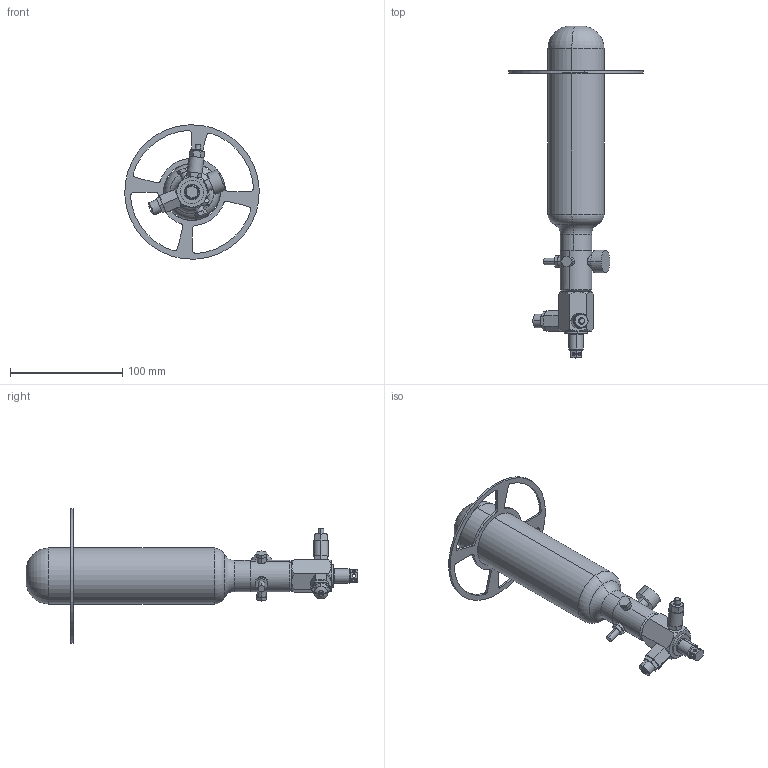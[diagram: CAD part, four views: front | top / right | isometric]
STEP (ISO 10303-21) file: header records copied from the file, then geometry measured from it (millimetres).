
FILE_DESCRIPTION(/* description */ ('VariCAD 2023-1.05 AP-214'),/* implementation_level */ '2;1');
FILE_NAME(/* name */ 'SubSys_FuelPress.stp',/* time_stamp */ '2024-10-17T20:55:30+03:00',/* author */ (''),/* organization */ (''),/* preprocessor_version */ 'VariCAD 2023-1.05',/* originating_system */ 'VariCAD 2023-1.05; kernel version (20180118)',/* authorisation */ '');
FILE_SCHEMA(('AUTOMOTIVE_DESIGN'));
Length unit declared in the file: millimetre
Products named in the file (12): SubSys_FuelPress; P3_Press_Reg3; P3_Press_Reg2; P3_Press_Reg1; P78_Diffusor; P9_Bleed_Orifice; P1_Fuel_Press_Tank; P6_Safety_Valve; P2_Fuel_Press_Tank_Centering_Ring; P10_G-1-4_USIT_FKM; P5_Fuel_press_Manifold; P8_Pressure_Sensor
Assembly tree (11 placements, depth 2):
  SubSys_FuelPress
    P3_Press_Reg3
    P3_Press_Reg2
    P3_Press_Reg1
    P78_Diffusor
    P9_Bleed_Orifice
    P1_Fuel_Press_Tank
    P6_Safety_Valve
    P2_Fuel_Press_Tank_Centering_Ring
    P10_G-1-4_USIT_FKM
    P5_Fuel_press_Manifold
    P8_Pressure_Sensor
Bounding box: 119.89 x 296 x 119.89 mm (x, y, z)
Volume: 104974.2 mm3; surface area: 94452.7 mm2
Topology: 11 solids, 11 shells, 436 faces, 1036 edges, 637 vertices
Faces by surface type: cylinder 179, plane 150, cone 79, torus 22, bspline 6
Entity records: 21872 total; most frequent: CARTESIAN_POINT 11513, DIRECTION 2123, ORIENTED_EDGE 2072, EDGE_CURVE 1036, AXIS2_PLACEMENT_3D 844, VERTEX_POINT 637, EDGE_LOOP 487, ADVANCED_FACE 436
